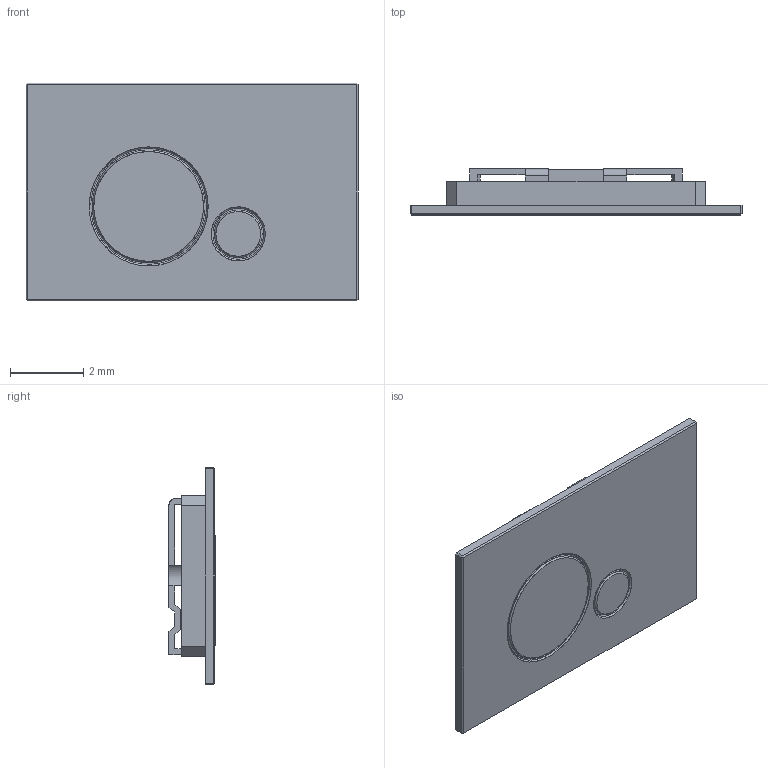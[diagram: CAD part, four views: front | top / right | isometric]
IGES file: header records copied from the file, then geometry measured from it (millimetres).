
Global section: file name: 155HWD5010011000_WD5010021000_WD5010031000.igs; native system: Rhinoceros ( Sep 13 2016 ); preprocessor: Trout Lake IGES 012 Sep 13 2016; date: 230714.091845; units: millimetre
Bounding box: 9.04 x 1.26 x 5.93 mm (x, y, z)
Surface area: 232.8 mm2 (no closed solid volume)
Topology: 0 solids, 0 shells, 96 faces, 662 edges, 662 vertices
Faces by surface type: bspline 96
